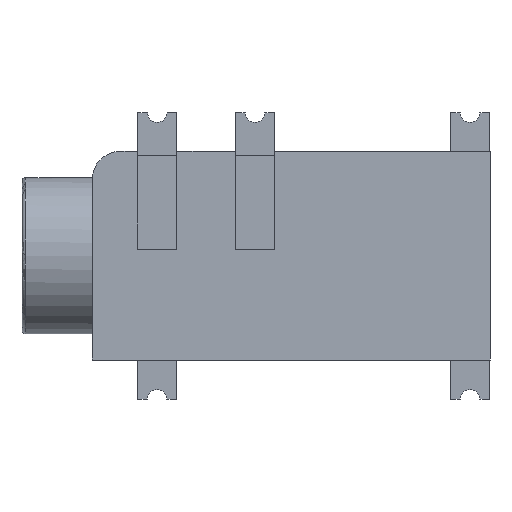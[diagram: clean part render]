
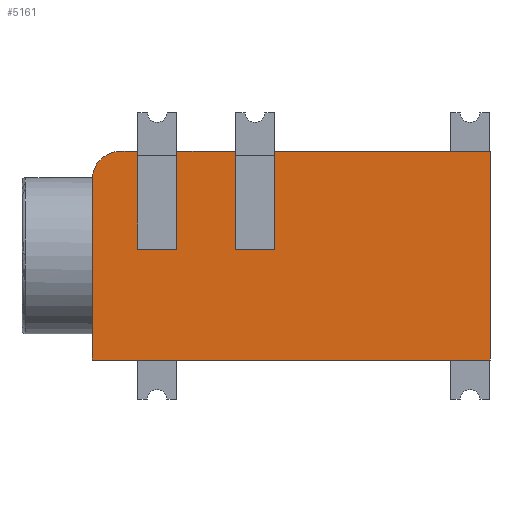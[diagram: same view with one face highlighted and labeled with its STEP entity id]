
A CAD part, top view. The second image highlights one B-rep face of the part: STEP entity #5161.
In plain terms, the highlighted planar face has unit normal (0, 0, -1).
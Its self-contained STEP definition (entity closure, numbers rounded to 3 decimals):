
#5161 = ADVANCED_FACE('',(#5162),#5176,.F.);
#5162 = FACE_BOUND('',#5163,.T.);
#5163 = EDGE_LOOP('',(#5164,#5187,#5203,#5219,#5235,#5251,#5268,#5284,
    #5300,#5316,#5332,#5348,#5364,#5380,#5396));
#5164 = ORIENTED_EDGE('',*,*,#5165,.F.);
#5165 = EDGE_CURVE('',#5166,#5168,#5170,.T.);
#5166 = VERTEX_POINT('',#5167);
#5167 = CARTESIAN_POINT('',(10.275,2.666,4.074));
#5168 = VERTEX_POINT('',#5169);
#5169 = CARTESIAN_POINT('',(10.275,2.667,4.074));
#5170 = SURFACE_CURVE('',#5171,(#5175),.PCURVE_S1.);
#5171 = LINE('',#5172,#5173);
#5172 = CARTESIAN_POINT('',(10.275,-2.667,4.074));
#5173 = VECTOR('',#5174,1.);
#5174 = DIRECTION('',(0.,1.,0.));
#5175 = PCURVE('',#5176,#5181);
#5176 = PLANE('',#5177);
#5177 = AXIS2_PLACEMENT_3D('',#5178,#5179,#5180);
#5178 = CARTESIAN_POINT('',(10.275,-2.667,4.074));
#5179 = DIRECTION('',(0.,0.,1.));
#5180 = DIRECTION('',(1.,0.,0.));
#5181 = DEFINITIONAL_REPRESENTATION('',(#5182),#5186);
#5182 = LINE('',#5183,#5184);
#5183 = CARTESIAN_POINT('',(0.,0.));
#5184 = VECTOR('',#5185,1.);
#5185 = DIRECTION('',(0.,1.));
#5186 = ( GEOMETRIC_REPRESENTATION_CONTEXT(2) 
PARAMETRIC_REPRESENTATION_CONTEXT() REPRESENTATION_CONTEXT('2D SPACE',''
  ) );
#5187 = ORIENTED_EDGE('',*,*,#5188,.T.);
#5188 = EDGE_CURVE('',#5166,#5189,#5191,.T.);
#5189 = VERTEX_POINT('',#5190);
#5190 = CARTESIAN_POINT('',(10.285,2.666,4.074));
#5191 = SURFACE_CURVE('',#5192,(#5196),.PCURVE_S1.);
#5192 = LINE('',#5193,#5194);
#5193 = CARTESIAN_POINT('',(10.285,2.666,4.074));
#5194 = VECTOR('',#5195,1.);
#5195 = DIRECTION('',(1.,0.,0.));
#5196 = PCURVE('',#5176,#5197);
#5197 = DEFINITIONAL_REPRESENTATION('',(#5198),#5202);
#5198 = LINE('',#5199,#5200);
#5199 = CARTESIAN_POINT('',(0.01,5.333));
#5200 = VECTOR('',#5201,1.);
#5201 = DIRECTION('',(1.,0.));
#5202 = ( GEOMETRIC_REPRESENTATION_CONTEXT(2) 
PARAMETRIC_REPRESENTATION_CONTEXT() REPRESENTATION_CONTEXT('2D SPACE',''
  ) );
#5203 = ORIENTED_EDGE('',*,*,#5204,.F.);
#5204 = EDGE_CURVE('',#5205,#5189,#5207,.T.);
#5205 = VERTEX_POINT('',#5206);
#5206 = CARTESIAN_POINT('',(10.285,-2.667,4.074));
#5207 = SURFACE_CURVE('',#5208,(#5212),.PCURVE_S1.);
#5208 = LINE('',#5209,#5210);
#5209 = CARTESIAN_POINT('',(10.285,-2.667,4.074));
#5210 = VECTOR('',#5211,1.);
#5211 = DIRECTION('',(0.,1.,0.));
#5212 = PCURVE('',#5176,#5213);
#5213 = DEFINITIONAL_REPRESENTATION('',(#5214),#5218);
#5214 = LINE('',#5215,#5216);
#5215 = CARTESIAN_POINT('',(0.01,0.));
#5216 = VECTOR('',#5217,1.);
#5217 = DIRECTION('',(0.,1.));
#5218 = ( GEOMETRIC_REPRESENTATION_CONTEXT(2) 
PARAMETRIC_REPRESENTATION_CONTEXT() REPRESENTATION_CONTEXT('2D SPACE',''
  ) );
#5219 = ORIENTED_EDGE('',*,*,#5220,.F.);
#5220 = EDGE_CURVE('',#5221,#5205,#5223,.T.);
#5221 = VERTEX_POINT('',#5222);
#5222 = CARTESIAN_POINT('',(0.115,-2.667,4.074));
#5223 = SURFACE_CURVE('',#5224,(#5228),.PCURVE_S1.);
#5224 = LINE('',#5225,#5226);
#5225 = CARTESIAN_POINT('',(10.275,-2.667,4.074));
#5226 = VECTOR('',#5227,1.);
#5227 = DIRECTION('',(1.,0.,0.));
#5228 = PCURVE('',#5176,#5229);
#5229 = DEFINITIONAL_REPRESENTATION('',(#5230),#5234);
#5230 = LINE('',#5231,#5232);
#5231 = CARTESIAN_POINT('',(0.,0.));
#5232 = VECTOR('',#5233,1.);
#5233 = DIRECTION('',(1.,0.));
#5234 = ( GEOMETRIC_REPRESENTATION_CONTEXT(2) 
PARAMETRIC_REPRESENTATION_CONTEXT() REPRESENTATION_CONTEXT('2D SPACE',''
  ) );
#5235 = ORIENTED_EDGE('',*,*,#5236,.T.);
#5236 = EDGE_CURVE('',#5221,#5237,#5239,.T.);
#5237 = VERTEX_POINT('',#5238);
#5238 = CARTESIAN_POINT('',(0.115,1.967,4.074));
#5239 = SURFACE_CURVE('',#5240,(#5244),.PCURVE_S1.);
#5240 = LINE('',#5241,#5242);
#5241 = CARTESIAN_POINT('',(0.115,-2.667,4.074));
#5242 = VECTOR('',#5243,1.);
#5243 = DIRECTION('',(0.,1.,0.));
#5244 = PCURVE('',#5176,#5245);
#5245 = DEFINITIONAL_REPRESENTATION('',(#5246),#5250);
#5246 = LINE('',#5247,#5248);
#5247 = CARTESIAN_POINT('',(-10.16,0.));
#5248 = VECTOR('',#5249,1.);
#5249 = DIRECTION('',(0.,1.));
#5250 = ( GEOMETRIC_REPRESENTATION_CONTEXT(2) 
PARAMETRIC_REPRESENTATION_CONTEXT() REPRESENTATION_CONTEXT('2D SPACE',''
  ) );
#5251 = ORIENTED_EDGE('',*,*,#5252,.F.);
#5252 = EDGE_CURVE('',#5253,#5237,#5255,.T.);
#5253 = VERTEX_POINT('',#5254);
#5254 = CARTESIAN_POINT('',(0.815,2.667,4.074));
#5255 = SURFACE_CURVE('',#5256,(#5261),.PCURVE_S1.);
#5256 = CIRCLE('',#5257,0.7);
#5257 = AXIS2_PLACEMENT_3D('',#5258,#5259,#5260);
#5258 = CARTESIAN_POINT('',(0.815,1.967,4.074));
#5259 = DIRECTION('',(0.,0.,1.));
#5260 = DIRECTION('',(1.,0.,0.));
#5261 = PCURVE('',#5176,#5262);
#5262 = DEFINITIONAL_REPRESENTATION('',(#5263),#5267);
#5263 = CIRCLE('',#5264,0.7);
#5264 = AXIS2_PLACEMENT_2D('',#5265,#5266);
#5265 = CARTESIAN_POINT('',(-9.46,4.634));
#5266 = DIRECTION('',(1.,0.));
#5267 = ( GEOMETRIC_REPRESENTATION_CONTEXT(2) 
PARAMETRIC_REPRESENTATION_CONTEXT() REPRESENTATION_CONTEXT('2D SPACE',''
  ) );
#5268 = ORIENTED_EDGE('',*,*,#5269,.T.);
#5269 = EDGE_CURVE('',#5253,#5270,#5272,.T.);
#5270 = VERTEX_POINT('',#5271);
#5271 = CARTESIAN_POINT('',(1.275,2.667,4.074));
#5272 = SURFACE_CURVE('',#5273,(#5277),.PCURVE_S1.);
#5273 = LINE('',#5274,#5275);
#5274 = CARTESIAN_POINT('',(10.275,2.667,4.074));
#5275 = VECTOR('',#5276,1.);
#5276 = DIRECTION('',(1.,0.,0.));
#5277 = PCURVE('',#5176,#5278);
#5278 = DEFINITIONAL_REPRESENTATION('',(#5279),#5283);
#5279 = LINE('',#5280,#5281);
#5280 = CARTESIAN_POINT('',(0.,5.334));
#5281 = VECTOR('',#5282,1.);
#5282 = DIRECTION('',(1.,0.));
#5283 = ( GEOMETRIC_REPRESENTATION_CONTEXT(2) 
PARAMETRIC_REPRESENTATION_CONTEXT() REPRESENTATION_CONTEXT('2D SPACE',''
  ) );
#5284 = ORIENTED_EDGE('',*,*,#5285,.F.);
#5285 = EDGE_CURVE('',#5286,#5270,#5288,.T.);
#5286 = VERTEX_POINT('',#5287);
#5287 = CARTESIAN_POINT('',(1.275,0.167,4.074));
#5288 = SURFACE_CURVE('',#5289,(#5293),.PCURVE_S1.);
#5289 = LINE('',#5290,#5291);
#5290 = CARTESIAN_POINT('',(1.275,-2.667,4.074));
#5291 = VECTOR('',#5292,1.);
#5292 = DIRECTION('',(0.,1.,0.));
#5293 = PCURVE('',#5176,#5294);
#5294 = DEFINITIONAL_REPRESENTATION('',(#5295),#5299);
#5295 = LINE('',#5296,#5297);
#5296 = CARTESIAN_POINT('',(-9.,0.));
#5297 = VECTOR('',#5298,1.);
#5298 = DIRECTION('',(0.,1.));
#5299 = ( GEOMETRIC_REPRESENTATION_CONTEXT(2) 
PARAMETRIC_REPRESENTATION_CONTEXT() REPRESENTATION_CONTEXT('2D SPACE',''
  ) );
#5300 = ORIENTED_EDGE('',*,*,#5301,.F.);
#5301 = EDGE_CURVE('',#5302,#5286,#5304,.T.);
#5302 = VERTEX_POINT('',#5303);
#5303 = CARTESIAN_POINT('',(2.275,0.167,4.074));
#5304 = SURFACE_CURVE('',#5305,(#5309),.PCURVE_S1.);
#5305 = LINE('',#5306,#5307);
#5306 = CARTESIAN_POINT('',(10.275,0.167,4.074));
#5307 = VECTOR('',#5308,1.);
#5308 = DIRECTION('',(-1.,0.,0.));
#5309 = PCURVE('',#5176,#5310);
#5310 = DEFINITIONAL_REPRESENTATION('',(#5311),#5315);
#5311 = LINE('',#5312,#5313);
#5312 = CARTESIAN_POINT('',(0.,2.834));
#5313 = VECTOR('',#5314,1.);
#5314 = DIRECTION('',(-1.,0.));
#5315 = ( GEOMETRIC_REPRESENTATION_CONTEXT(2) 
PARAMETRIC_REPRESENTATION_CONTEXT() REPRESENTATION_CONTEXT('2D SPACE',''
  ) );
#5316 = ORIENTED_EDGE('',*,*,#5317,.F.);
#5317 = EDGE_CURVE('',#5318,#5302,#5320,.T.);
#5318 = VERTEX_POINT('',#5319);
#5319 = CARTESIAN_POINT('',(2.275,2.667,4.074));
#5320 = SURFACE_CURVE('',#5321,(#5325),.PCURVE_S1.);
#5321 = LINE('',#5322,#5323);
#5322 = CARTESIAN_POINT('',(2.275,-2.667,4.074));
#5323 = VECTOR('',#5324,1.);
#5324 = DIRECTION('',(0.,-1.,0.));
#5325 = PCURVE('',#5176,#5326);
#5326 = DEFINITIONAL_REPRESENTATION('',(#5327),#5331);
#5327 = LINE('',#5328,#5329);
#5328 = CARTESIAN_POINT('',(-8.,0.));
#5329 = VECTOR('',#5330,1.);
#5330 = DIRECTION('',(0.,-1.));
#5331 = ( GEOMETRIC_REPRESENTATION_CONTEXT(2) 
PARAMETRIC_REPRESENTATION_CONTEXT() REPRESENTATION_CONTEXT('2D SPACE',''
  ) );
#5332 = ORIENTED_EDGE('',*,*,#5333,.T.);
#5333 = EDGE_CURVE('',#5318,#5334,#5336,.T.);
#5334 = VERTEX_POINT('',#5335);
#5335 = CARTESIAN_POINT('',(3.775,2.667,4.074));
#5336 = SURFACE_CURVE('',#5337,(#5341),.PCURVE_S1.);
#5337 = LINE('',#5338,#5339);
#5338 = CARTESIAN_POINT('',(10.275,2.667,4.074));
#5339 = VECTOR('',#5340,1.);
#5340 = DIRECTION('',(1.,0.,0.));
#5341 = PCURVE('',#5176,#5342);
#5342 = DEFINITIONAL_REPRESENTATION('',(#5343),#5347);
#5343 = LINE('',#5344,#5345);
#5344 = CARTESIAN_POINT('',(0.,5.334));
#5345 = VECTOR('',#5346,1.);
#5346 = DIRECTION('',(1.,0.));
#5347 = ( GEOMETRIC_REPRESENTATION_CONTEXT(2) 
PARAMETRIC_REPRESENTATION_CONTEXT() REPRESENTATION_CONTEXT('2D SPACE',''
  ) );
#5348 = ORIENTED_EDGE('',*,*,#5349,.F.);
#5349 = EDGE_CURVE('',#5350,#5334,#5352,.T.);
#5350 = VERTEX_POINT('',#5351);
#5351 = CARTESIAN_POINT('',(3.775,0.167,4.074));
#5352 = SURFACE_CURVE('',#5353,(#5357),.PCURVE_S1.);
#5353 = LINE('',#5354,#5355);
#5354 = CARTESIAN_POINT('',(3.775,-2.667,4.074));
#5355 = VECTOR('',#5356,1.);
#5356 = DIRECTION('',(0.,1.,0.));
#5357 = PCURVE('',#5176,#5358);
#5358 = DEFINITIONAL_REPRESENTATION('',(#5359),#5363);
#5359 = LINE('',#5360,#5361);
#5360 = CARTESIAN_POINT('',(-6.5,0.));
#5361 = VECTOR('',#5362,1.);
#5362 = DIRECTION('',(0.,1.));
#5363 = ( GEOMETRIC_REPRESENTATION_CONTEXT(2) 
PARAMETRIC_REPRESENTATION_CONTEXT() REPRESENTATION_CONTEXT('2D SPACE',''
  ) );
#5364 = ORIENTED_EDGE('',*,*,#5365,.F.);
#5365 = EDGE_CURVE('',#5366,#5350,#5368,.T.);
#5366 = VERTEX_POINT('',#5367);
#5367 = CARTESIAN_POINT('',(4.775,0.167,4.074));
#5368 = SURFACE_CURVE('',#5369,(#5373),.PCURVE_S1.);
#5369 = LINE('',#5370,#5371);
#5370 = CARTESIAN_POINT('',(10.275,0.167,4.074));
#5371 = VECTOR('',#5372,1.);
#5372 = DIRECTION('',(-1.,0.,0.));
#5373 = PCURVE('',#5176,#5374);
#5374 = DEFINITIONAL_REPRESENTATION('',(#5375),#5379);
#5375 = LINE('',#5376,#5377);
#5376 = CARTESIAN_POINT('',(0.,2.834));
#5377 = VECTOR('',#5378,1.);
#5378 = DIRECTION('',(-1.,0.));
#5379 = ( GEOMETRIC_REPRESENTATION_CONTEXT(2) 
PARAMETRIC_REPRESENTATION_CONTEXT() REPRESENTATION_CONTEXT('2D SPACE',''
  ) );
#5380 = ORIENTED_EDGE('',*,*,#5381,.F.);
#5381 = EDGE_CURVE('',#5382,#5366,#5384,.T.);
#5382 = VERTEX_POINT('',#5383);
#5383 = CARTESIAN_POINT('',(4.775,2.667,4.074));
#5384 = SURFACE_CURVE('',#5385,(#5389),.PCURVE_S1.);
#5385 = LINE('',#5386,#5387);
#5386 = CARTESIAN_POINT('',(4.775,-2.667,4.074));
#5387 = VECTOR('',#5388,1.);
#5388 = DIRECTION('',(0.,-1.,0.));
#5389 = PCURVE('',#5176,#5390);
#5390 = DEFINITIONAL_REPRESENTATION('',(#5391),#5395);
#5391 = LINE('',#5392,#5393);
#5392 = CARTESIAN_POINT('',(-5.5,0.));
#5393 = VECTOR('',#5394,1.);
#5394 = DIRECTION('',(0.,-1.));
#5395 = ( GEOMETRIC_REPRESENTATION_CONTEXT(2) 
PARAMETRIC_REPRESENTATION_CONTEXT() REPRESENTATION_CONTEXT('2D SPACE',''
  ) );
#5396 = ORIENTED_EDGE('',*,*,#5397,.T.);
#5397 = EDGE_CURVE('',#5382,#5168,#5398,.T.);
#5398 = SURFACE_CURVE('',#5399,(#5403),.PCURVE_S1.);
#5399 = LINE('',#5400,#5401);
#5400 = CARTESIAN_POINT('',(10.275,2.667,4.074));
#5401 = VECTOR('',#5402,1.);
#5402 = DIRECTION('',(1.,0.,0.));
#5403 = PCURVE('',#5176,#5404);
#5404 = DEFINITIONAL_REPRESENTATION('',(#5405),#5409);
#5405 = LINE('',#5406,#5407);
#5406 = CARTESIAN_POINT('',(0.,5.334));
#5407 = VECTOR('',#5408,1.);
#5408 = DIRECTION('',(1.,0.));
#5409 = ( GEOMETRIC_REPRESENTATION_CONTEXT(2) 
PARAMETRIC_REPRESENTATION_CONTEXT() REPRESENTATION_CONTEXT('2D SPACE',''
  ) );
